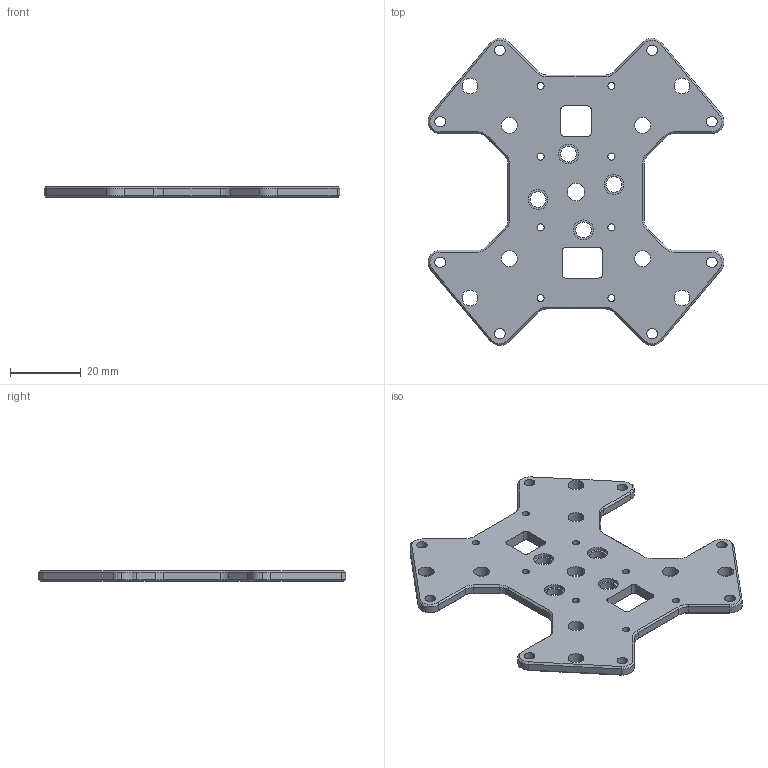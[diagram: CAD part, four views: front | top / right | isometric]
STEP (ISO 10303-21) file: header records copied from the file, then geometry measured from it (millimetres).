
FILE_DESCRIPTION (( 'STEP AP214' ), '1' );
FILE_NAME ('1_儂旋奻啣_3mm_1跺.STEP', '2024-06-12T07:21:24', ( '' ), ( '' ), 'SwSTEP 2.0', 'SolidWorks 2021', '' );
FILE_SCHEMA (( 'AUTOMOTIVE_DESIGN' ));
Length unit declared in the file: millimetre
Products named in the file (1): 1_儂旋奻啣_3mm_1跺
Bounding box: 83.53 x 86.79 x 3 mm (x, y, z)
Volume: 11704.8 mm3; surface area: 9951.3 mm2
Topology: 1 solids, 1 shells, 214 faces, 542 edges, 334 vertices
Faces by surface type: cylinder 96, plane 74, cone 44
Entity records: 6586 total; most frequent: DIRECTION 1210, CARTESIAN_POINT 1091, ORIENTED_EDGE 1084, EDGE_CURVE 542, AXIS2_PLACEMENT_3D 453, VERTEX_POINT 334, VECTOR 304, LINE 304
